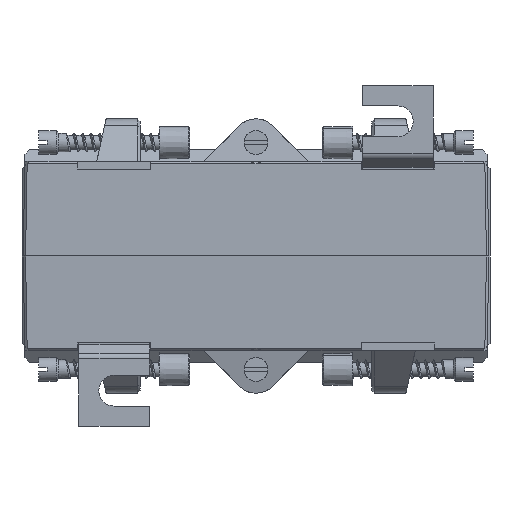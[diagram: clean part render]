
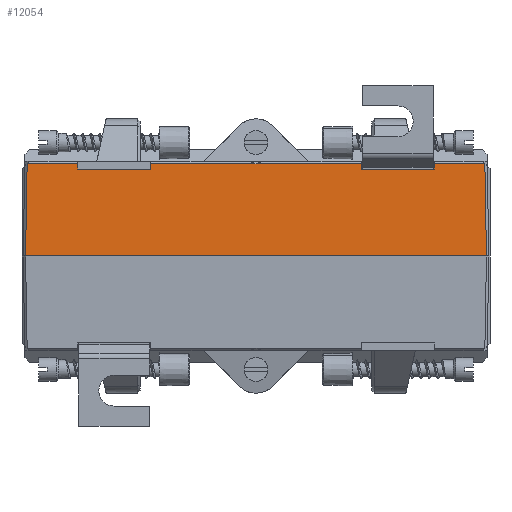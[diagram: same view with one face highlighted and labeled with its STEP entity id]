
A CAD part, front view. The second image highlights one B-rep face of the part: STEP entity #12054.
In plain terms, the highlighted planar face has unit normal (0, -1, 0.018).
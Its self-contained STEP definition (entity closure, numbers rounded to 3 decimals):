
#7231 = EDGE_LOOP ( 'NONE', ( #54610, #54612, #54622, #54621, #54620, #54619, #54618, #54617, #54616, #54615, #54614, #54613, #54623, #54624 ) ) ;
#12054 = ADVANCED_FACE ( 'NONE', ( #40257 ), #44654, .T. ) ;
#13497 = VERTEX_POINT ( 'NONE', #16293 ) ;
#13504 = VERTEX_POINT ( 'NONE', #16311 ) ;
#16293 = CARTESIAN_POINT ( 'NONE',  ( -48.75, -75., 0. ) ) ;
#16311 = CARTESIAN_POINT ( 'NONE',  ( 48.75, -75., 0. ) ) ;
#16731 = EDGE_CURVE ( 'NONE', #52059, #52058, #30638, .T. ) ;
#16732 = EDGE_CURVE ( 'NONE', #52059, #52062, #30661, .T. ) ;
#16736 = EDGE_CURVE ( 'NONE', #52058, #52057, #30720, .T. ) ;
#16737 = EDGE_CURVE ( 'NONE', #52057, #52056, #30791, .T. ) ;
#16738 = EDGE_CURVE ( 'NONE', #52061, #52060, #30795, .T. ) ;
#16739 = EDGE_CURVE ( 'NONE', #51883, #51882, #30800, .T. ) ;
#16740 = EDGE_CURVE ( 'NONE', #51880, #52060, #30804, .T. ) ;
#16741 = EDGE_CURVE ( 'NONE', #51882, #13497, #30809, .T. ) ;
#16744 = EDGE_CURVE ( 'NONE', #51881, #51880, #30771, .T. ) ;
#16819 = EDGE_CURVE ( 'NONE', #52061, #52062, #31140, .T. ) ;
#16820 = EDGE_CURVE ( 'NONE', #52056, #52055, #31144, .T. ) ;
#16821 = EDGE_CURVE ( 'NONE', #52055, #51883, #31149, .T. ) ;
#16822 = EDGE_CURVE ( 'NONE', #13504, #51881, #31153, .T. ) ;
#29047 = CARTESIAN_POINT ( 'NONE',  ( -47.883, -74.66, 19.5 ) ) ;
#29069 = CARTESIAN_POINT ( 'NONE',  ( 22.25, -75., 0. ) ) ;
#29070 = DIRECTION ( 'NONE',  ( -1., 0., 0. ) ) ;
#29071 = CARTESIAN_POINT ( 'NONE',  ( -22.25, -75., 0. ) ) ;
#29072 = DIRECTION ( 'NONE',  ( 0., -0.017, -1. ) ) ;
#29080 = DIRECTION ( 'NONE',  ( 0., -0.017, -1. ) ) ;
#29081 = CARTESIAN_POINT ( 'NONE',  ( -49.25, -74.679, 18.4 ) ) ;
#29082 = DIRECTION ( 'NONE',  ( -1., 0., 0. ) ) ;
#29083 = CARTESIAN_POINT ( 'NONE',  ( 37.75, -75., 0. ) ) ;
#29084 = DIRECTION ( 'NONE',  ( 0., 0.017, 1. ) ) ;
#29085 = CARTESIAN_POINT ( 'NONE',  ( -47.886, -74.651, 19.997 ) ) ;
#29086 = DIRECTION ( 'NONE',  ( -0.719, -0.012, -0.695 ) ) ;
#29087 = CARTESIAN_POINT ( 'NONE',  ( -47.883, -74.66, 19.5 ) ) ;
#29088 = DIRECTION ( 'NONE',  ( -1., 0., 0. ) ) ;
#29089 = CARTESIAN_POINT ( 'NONE',  ( -48.75, -75., -0.009 ) ) ;
#29090 = DIRECTION ( 'NONE',  ( -0.017, -0.017, -1. ) ) ;
#29093 = CARTESIAN_POINT ( 'NONE',  ( 47.886, -74.651, 19.997 ) ) ;
#29096 = DIRECTION ( 'NONE',  ( -0.719, 0.012, 0.695 ) ) ;
#29250 = CARTESIAN_POINT ( 'NONE',  ( -49.25, -74.679, 18.4 ) ) ;
#29251 = DIRECTION ( 'NONE',  ( -1., 0., 0. ) ) ;
#29252 = CARTESIAN_POINT ( 'NONE',  ( -37.75, -75., 0. ) ) ;
#29253 = DIRECTION ( 'NONE',  ( 0., 0.017, 1. ) ) ;
#29254 = CARTESIAN_POINT ( 'NONE',  ( -47.883, -74.66, 19.5 ) ) ;
#29255 = DIRECTION ( 'NONE',  ( -1., 0., 0. ) ) ;
#29256 = CARTESIAN_POINT ( 'NONE',  ( 48.72, -74.97, 1.71 ) ) ;
#29257 = DIRECTION ( 'NONE',  ( -0.017, 0.017, 1. ) ) ;
#30638 = LINE ( 'NONE', #29047, #30766 ) ;
#30661 = LINE ( 'NONE', #29069, #30769 ) ;
#30720 = LINE ( 'NONE', #29071, #30787 ) ;
#30766 = VECTOR ( 'NONE', #29070, 1000. ) ;
#30769 = VECTOR ( 'NONE', #29072, 1000. ) ;
#30771 = LINE ( 'NONE', #29093, #30822 ) ;
#30787 = VECTOR ( 'NONE', #29080, 1000. ) ;
#30791 = LINE ( 'NONE', #29081, #30793 ) ;
#30793 = VECTOR ( 'NONE', #29082, 1000. ) ;
#30795 = LINE ( 'NONE', #29083, #30798 ) ;
#30798 = VECTOR ( 'NONE', #29084, 1000. ) ;
#30800 = LINE ( 'NONE', #29085, #30802 ) ;
#30802 = VECTOR ( 'NONE', #29086, 1000. ) ;
#30804 = LINE ( 'NONE', #29087, #30806 ) ;
#30806 = VECTOR ( 'NONE', #29088, 1000. ) ;
#30809 = LINE ( 'NONE', #29089, #30811 ) ;
#30811 = VECTOR ( 'NONE', #29090, 1000. ) ;
#30822 = VECTOR ( 'NONE', #29096, 1000. ) ;
#31140 = LINE ( 'NONE', #29250, #31142 ) ;
#31142 = VECTOR ( 'NONE', #29251, 1000. ) ;
#31144 = LINE ( 'NONE', #29252, #31146 ) ;
#31146 = VECTOR ( 'NONE', #29253, 1000. ) ;
#31149 = LINE ( 'NONE', #29254, #31151 ) ;
#31151 = VECTOR ( 'NONE', #29255, 1000. ) ;
#31153 = LINE ( 'NONE', #29256, #31155 ) ;
#31155 = VECTOR ( 'NONE', #29257, 1000. ) ;
#40257 = FACE_OUTER_BOUND ( 'NONE', #7231, .T. ) ;
#44654 = PLANE ( 'NONE',  #46233 ) ;
#44657 = CARTESIAN_POINT ( 'NONE',  ( -49.25, -75., 0. ) ) ;
#44663 = DIRECTION ( 'NONE',  ( 0., -1., 0.017 ) ) ;
#44664 = DIRECTION ( 'NONE',  ( 0., -0.017, -1. ) ) ;
#46233 = AXIS2_PLACEMENT_3D ( 'NONE', #44657, #44663, #44664 ) ;
#49903 = EDGE_CURVE ( 'NONE', #13497, #13504, #62640, .T. ) ;
#51880 = VERTEX_POINT ( 'NONE', #66598 ) ;
#51881 = VERTEX_POINT ( 'NONE', #66599 ) ;
#51882 = VERTEX_POINT ( 'NONE', #66600 ) ;
#51883 = VERTEX_POINT ( 'NONE', #66601 ) ;
#52055 = VERTEX_POINT ( 'NONE', #66734 ) ;
#52056 = VERTEX_POINT ( 'NONE', #66735 ) ;
#52057 = VERTEX_POINT ( 'NONE', #66736 ) ;
#52058 = VERTEX_POINT ( 'NONE', #66737 ) ;
#52059 = VERTEX_POINT ( 'NONE', #66738 ) ;
#52060 = VERTEX_POINT ( 'NONE', #66739 ) ;
#52061 = VERTEX_POINT ( 'NONE', #66740 ) ;
#52062 = VERTEX_POINT ( 'NONE', #66741 ) ;
#54610 = ORIENTED_EDGE ( 'NONE', *, *, #16738, .F. ) ;
#54612 = ORIENTED_EDGE ( 'NONE', *, *, #16819, .T. ) ;
#54613 = ORIENTED_EDGE ( 'NONE', *, *, #16822, .T. ) ;
#54614 = ORIENTED_EDGE ( 'NONE', *, *, #49903, .T. ) ;
#54615 = ORIENTED_EDGE ( 'NONE', *, *, #16741, .T. ) ;
#54616 = ORIENTED_EDGE ( 'NONE', *, *, #16739, .T. ) ;
#54617 = ORIENTED_EDGE ( 'NONE', *, *, #16821, .T. ) ;
#54618 = ORIENTED_EDGE ( 'NONE', *, *, #16820, .T. ) ;
#54619 = ORIENTED_EDGE ( 'NONE', *, *, #16737, .T. ) ;
#54620 = ORIENTED_EDGE ( 'NONE', *, *, #16736, .T. ) ;
#54621 = ORIENTED_EDGE ( 'NONE', *, *, #16731, .T. ) ;
#54622 = ORIENTED_EDGE ( 'NONE', *, *, #16732, .F. ) ;
#54623 = ORIENTED_EDGE ( 'NONE', *, *, #16744, .T. ) ;
#54624 = ORIENTED_EDGE ( 'NONE', *, *, #16740, .T. ) ;
#62640 = LINE ( 'NONE', #64932, #62641 ) ;
#62641 = VECTOR ( 'NONE', #64934, 1000. ) ;
#64932 = CARTESIAN_POINT ( 'NONE',  ( -49.25, -75., 0. ) ) ;
#64934 = DIRECTION ( 'NONE',  ( 1., 0., 0. ) ) ;
#66598 = CARTESIAN_POINT ( 'NONE',  ( 48.401, -74.66, 19.5 ) ) ;
#66599 = CARTESIAN_POINT ( 'NONE',  ( 48.41, -74.66, 19.491 ) ) ;
#66600 = CARTESIAN_POINT ( 'NONE',  ( -48.41, -74.66, 19.491 ) ) ;
#66601 = CARTESIAN_POINT ( 'NONE',  ( -48.401, -74.66, 19.5 ) ) ;
#66734 = CARTESIAN_POINT ( 'NONE',  ( -37.75, -74.66, 19.5 ) ) ;
#66735 = CARTESIAN_POINT ( 'NONE',  ( -37.75, -74.679, 18.4 ) ) ;
#66736 = CARTESIAN_POINT ( 'NONE',  ( -22.25, -74.679, 18.4 ) ) ;
#66737 = CARTESIAN_POINT ( 'NONE',  ( -22.25, -74.66, 19.5 ) ) ;
#66738 = CARTESIAN_POINT ( 'NONE',  ( 22.25, -74.66, 19.5 ) ) ;
#66739 = CARTESIAN_POINT ( 'NONE',  ( 37.75, -74.66, 19.5 ) ) ;
#66740 = CARTESIAN_POINT ( 'NONE',  ( 37.75, -74.679, 18.4 ) ) ;
#66741 = CARTESIAN_POINT ( 'NONE',  ( 22.25, -74.679, 18.4 ) ) ;
